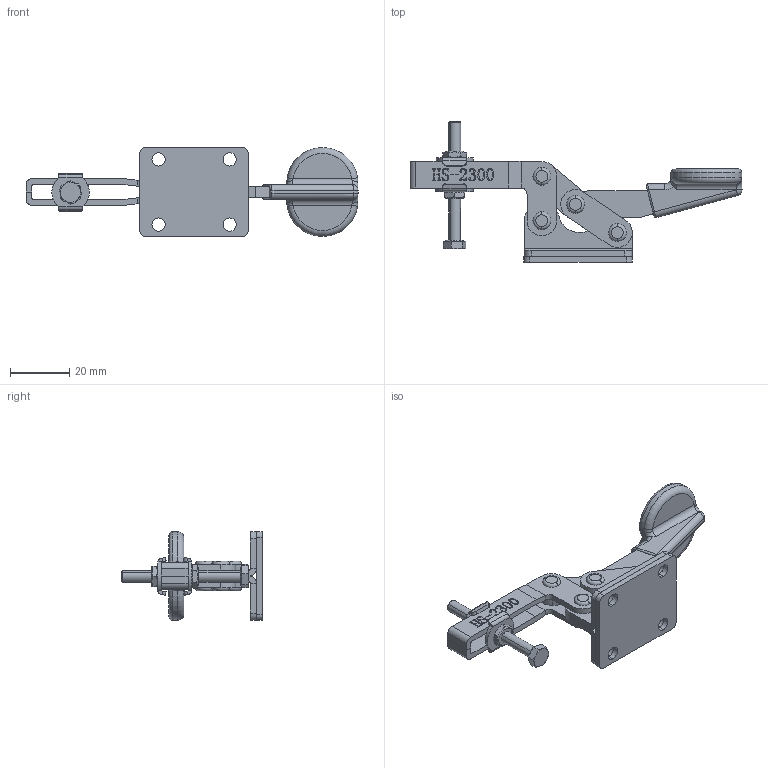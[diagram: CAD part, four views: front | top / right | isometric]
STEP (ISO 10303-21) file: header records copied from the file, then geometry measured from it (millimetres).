
FILE_DESCRIPTION (( 'STEP AP203' ), '1' );
FILE_NAME ('HS-20300 .STEP', '2019-08-06T03:19:23', ( '微软用户' ), ( '微软中国' ), 'SwSTEP 2.0', 'SolidWorks 2012', '' );
FILE_SCHEMA (( 'CONFIG_CONTROL_DESIGN' ));
Length unit declared in the file: millimetre
Products named in the file (12): HS-20300 ; FW-100; す菁; hex thin nuts-grades ab-chamfered gb_GB_FASTENER_NUT_STNAB M4-N; hexagon head bolts-full thread gb_GB_FASTENER_BOLT_STBAB A M4X40-N; 种; 揤參; 忒梟; 忒參; 蟀裝; 楊擘菁釱酘; 楊擘菁釱衵
Assembly tree (17 placements, depth 2):
  HS-20300 
    楊擘菁釱衵
    楊擘菁釱酘
    蟀裝  x2
    忒參
    忒梟
    揤參
    种  x4
    hexagon head bolts-full thread gb_GB_FASTENER_BOLT_STBAB A M4X40-N
    hex thin nuts-grades ab-chamfered gb_GB_FASTENER_NUT_STNAB M4-N  x2
    す菁
    FW-100  x2
Bounding box: 112 x 47.43 x 30 mm (x, y, z)
Volume: 15862.1 mm3; surface area: 16815 mm2
Topology: 18 solids, 18 shells, 681 faces, 1737 edges, 1123 vertices
Faces by surface type: plane 334, bspline 149, cylinder 140, torus 30, cone 26, sphere 2
Entity records: 26806 total; most frequent: CARTESIAN_POINT 11437, ORIENTED_EDGE 3118, DIRECTION 2458, EDGE_CURVE 1559, VERTEX_POINT 1011, VECTOR 942, LINE 942, AXIS2_PLACEMENT_3D 758
